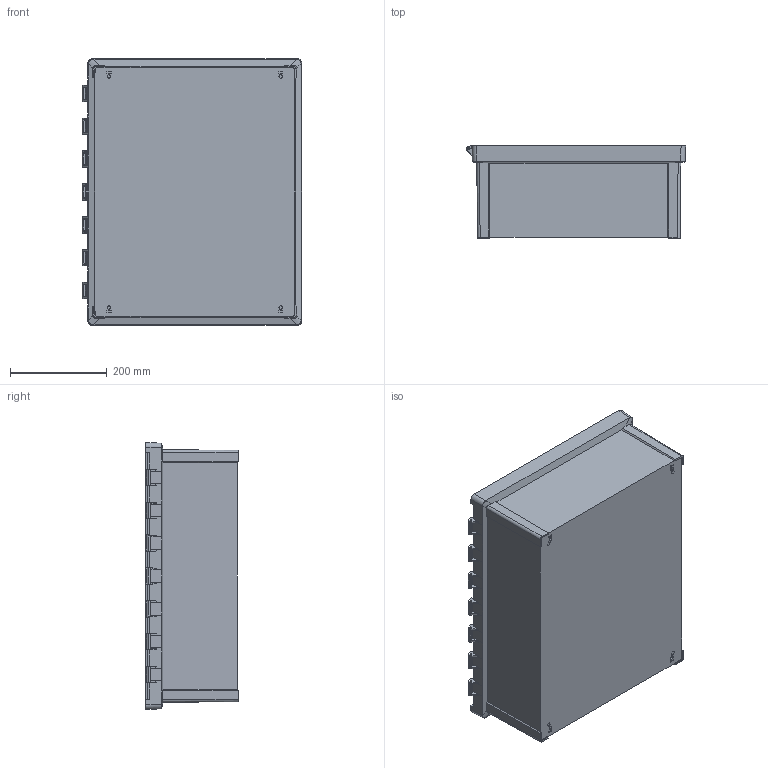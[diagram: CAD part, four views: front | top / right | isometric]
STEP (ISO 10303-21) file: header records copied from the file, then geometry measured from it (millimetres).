
FILE_DESCRIPTION (( 'STEP AP214' ), '1' );
FILE_NAME ('20x16_hinge_base.STEP', '2014-04-23T06:10:54', ( 'KennethW' ), ( 'Microsoft' ), 'SwSTEP 2.0', 'SolidWorks 2014', '' );
FILE_SCHEMA (( 'AUTOMOTIVE_DESIGN' ));
Length unit declared in the file: millimetre
Products named in the file (1): 20x16_hinge_base
Bounding box: 454.3 x 191.42 x 552.5 mm (x, y, z)
Volume: 2490691.2 mm3; surface area: 1290140.3 mm2
Topology: 1 solids, 1 shells, 769 faces, 2062 edges, 1308 vertices
Faces by surface type: plane 390, cylinder 295, cone 42, bspline 42
Entity records: 29102 total; most frequent: CARTESIAN_POINT 11338, ORIENTED_EDGE 4124, DIRECTION 3088, EDGE_CURVE 2062, VERTEX_POINT 1308, AXIS2_PLACEMENT_3D 1102, LINE 884, VECTOR 884
